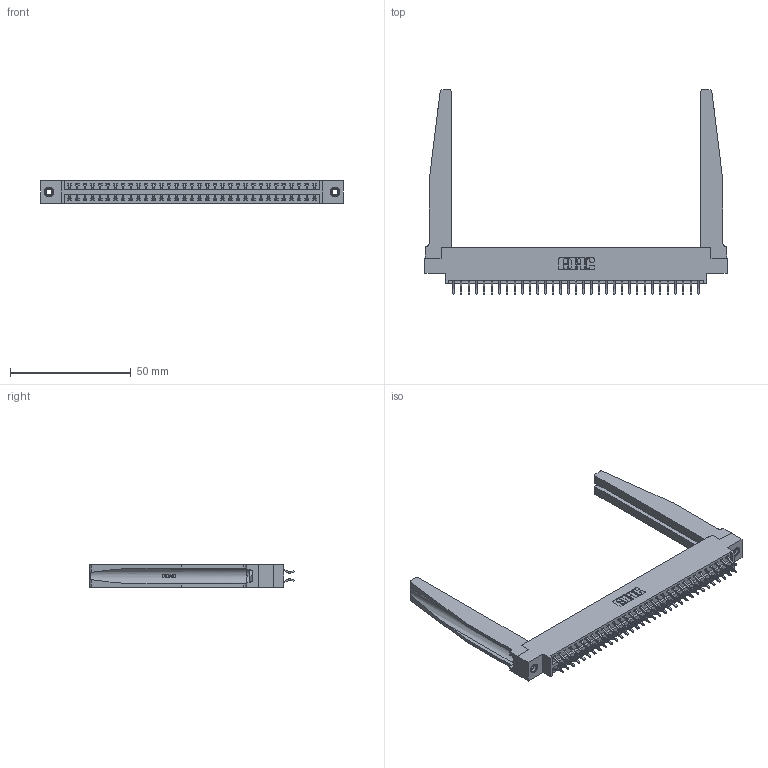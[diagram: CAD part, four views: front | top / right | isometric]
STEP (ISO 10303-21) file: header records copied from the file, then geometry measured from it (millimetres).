
FILE_DESCRIPTION (( 'STEP AP203' ), '1' );
FILE_NAME ('396-066-556-878.STEP', '2019-11-02T10:14:41', ( '' ), ( '' ), 'SwSTEP 2.0', 'SolidWorks 2016', '' );
FILE_SCHEMA (( 'CONFIG_CONTROL_DESIGN' ));
Length unit declared in the file: inch
Products named in the file (5): 345-250-001_345-250-001-102; 396-066-556-878; 346 Part_0.170 Offset - 0.156 Dia-TH; 345-292-001_556 Tail; 346-220-078_345-220-078
Assembly tree (71 placements, depth 2):
  396-066-556-878
    346 Part_0.170 Offset - 0.156 Dia-TH
    345-292-001_556 Tail  x66
    346-220-078_345-220-078  x2
    345-250-001_345-250-001-102  x2
Bounding box: 125.35 x 84.84 x 9.4 mm (x, y, z)
Volume: 18904.8 mm3; surface area: 23003.6 mm2
Topology: 71 solids, 71 shells, 4188 faces, 12367 edges, 8146 vertices
Faces by surface type: plane 2796, cylinder 1340, bspline 36, cone 12, torus 4
Entity records: 27848 total; most frequent: CARTESIAN_POINT 5555, ORIENTED_EDGE 4366, DIRECTION 3921, EDGE_CURVE 2183, LINE 1817, VECTOR 1817, VERTEX_POINT 1448, AXIS2_PLACEMENT_3D 1052
